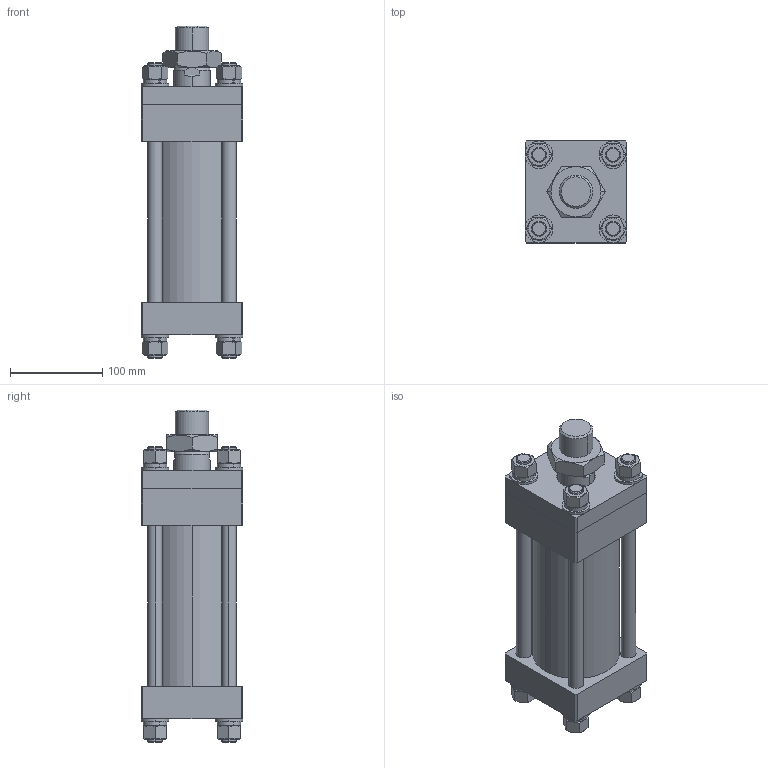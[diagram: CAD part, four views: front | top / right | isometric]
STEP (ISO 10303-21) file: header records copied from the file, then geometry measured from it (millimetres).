
FILE_DESCRIPTION (( 'STEP AP203' ), '1' );
FILE_NAME ('HOB-80-40-100.STEP', '2021-04-27T06:27:25', ( '微软用户' ), ( '微软中国' ), 'SwSTEP 2.0', 'SolidWorks 2012', '' );
FILE_SCHEMA (( 'CONFIG_CONTROL_DESIGN' ));
Length unit declared in the file: millimetre
Products named in the file (11): HOB-80-40-100嶺裝; hex nuts 1-fine pitch-grades ab gb_GB_FASTENER_NUT_SNAB1XY M16X1.5-C; plain washers--product grade c gb_GB_FASTENER_WASHER_SMWC 16; hex thin nuts-grades ab-chamfered gb_GB_FASTENER_NUT_STNAB  B M36-N; spring lock washers--normal type gb_GB_FASTENER_WASHER_SW 16; HOB-80-40-100; HOB-80-40-100活塞杆; HOB-80-40-100掛极; HOB-80-40-100前盖; HOB-80-40-100綴裔; HOB-80-40-100楊擘
Assembly tree (34 placements, depth 2):
  HOB-80-40-100
    HOB-80-40-100掛极
    HOB-80-40-100綴裔
    HOB-80-40-100前盖
    HOB-80-40-100楊擘
    HOB-80-40-100活塞杆
    HOB-80-40-100嶺裝  x4
    plain washers--product grade c gb_GB_FASTENER_WASHER_SMWC 16  x8
    hex nuts 1-fine pitch-grades ab gb_GB_FASTENER_NUT_SNAB1XY M16X1.5-C  x8
    spring lock washers--normal type gb_GB_FASTENER_WASHER_SW 16  x8
    hex thin nuts-grades ab-chamfered gb_GB_FASTENER_NUT_STNAB  B M36-N
Bounding box: 110 x 110 x 359 mm (x, y, z)
Volume: 2231872.5 mm3; surface area: 409372.5 mm2
Topology: 34 solids, 34 shells, 462 faces, 1036 edges, 651 vertices
Faces by surface type: plane 177, cylinder 162, cone 111, torus 12
Entity records: 8126 total; most frequent: CARTESIAN_POINT 1490, DIRECTION 1108, ORIENTED_EDGE 924, EDGE_CURVE 462, AXIS2_PLACEMENT_3D 450, VERTEX_POINT 291, EDGE_LOOP 249, CIRCLE 213
